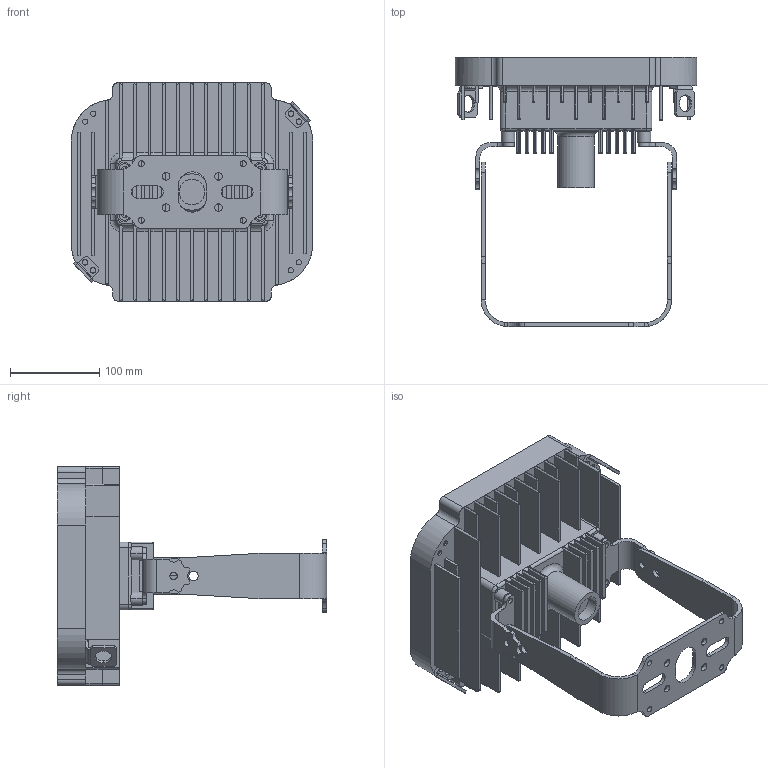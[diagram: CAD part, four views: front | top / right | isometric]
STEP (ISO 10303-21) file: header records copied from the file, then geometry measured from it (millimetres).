
FILE_DESCRIPTION((''),'2;1');
FILE_NAME('AREA_LIGHT_GLASS_UBRACKET_ASM','2017-07-28T',('mirabem'),(''),'PRO/ENGINEER BY PARAMETRIC TECHNOLOGY CORPORATION, 2014000','PRO/ENGINEER BY PARAMETRIC TECHNOLOGY CORPORATION, 2014000','');
FILE_SCHEMA(('CONFIG_CONTROL_DESIGN'));
Length unit declared in the file: inch
Products named in the file (7): AREALIGHT_STEP_1; 0000443232; AREA_LIGHT_GLASS_ASM; 1800HZA200200; 1800HZA200201; U-BRACKET_ASM; AREA_LIGHT_GLASS_UBRACKET_ASM
Assembly tree (8 placements, depth 3):
  AREA_LIGHT_GLASS_UBRACKET_ASM
    AREA_LIGHT_GLASS_ASM
      AREALIGHT_STEP_1
      0000443232  x2
    U-BRACKET_ASM
      1800HZA200200
      1800HZA200201  x2
Bounding box: 270.51 x 301.62 x 245.11 mm (x, y, z)
Volume: 2956851.1 mm3; surface area: 482046.8 mm2
Topology: 6 solids, 6 shells, 632 faces, 1645 edges, 1043 vertices
Faces by surface type: cylinder 337, plane 280, bspline 8, torus 7
Entity records: 18773 total; most frequent: CARTESIAN_POINT 4399, ORIENTED_EDGE 2994, DIRECTION 2933, EDGE_CURVE 1497, AXIS2_PLACEMENT_3D 1017, VERTEX_POINT 945, VECTOR 899, LINE 899
